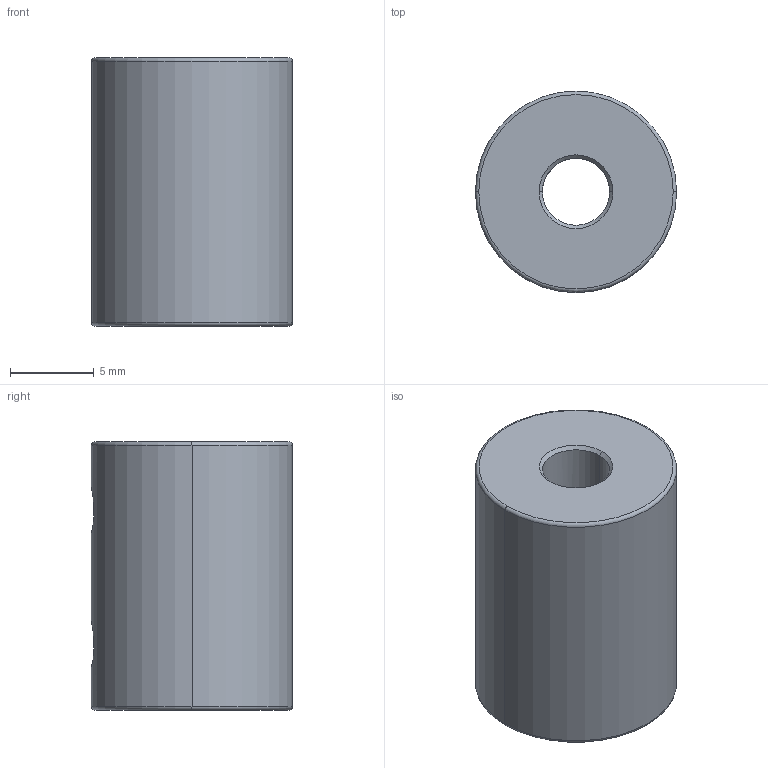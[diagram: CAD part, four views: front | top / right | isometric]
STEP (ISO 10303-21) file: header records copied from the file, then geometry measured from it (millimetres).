
FILE_DESCRIPTION (( 'STEP AP214' ), '1' );
FILE_NAME ('08-0010.step', '2020-04-06T07:09:31', ( '' ), ( '' ), 'SwSTEP 2.0', 'SolidWorks 2020', '' );
FILE_SCHEMA (( 'AUTOMOTIVE_DESIGN' ));
Length unit declared in the file: millimetre
Products named in the file (1): 08-0010
Bounding box: 12 x 12 x 16 mm (x, y, z)
Volume: 1433.4 mm3; surface area: 1123.9 mm2
Topology: 1 solids, 1 shells, 65 faces, 178 edges, 116 vertices
Faces by surface type: cylinder 39, bspline 15, cone 4, torus 4, plane 3
Entity records: 10006 total; most frequent: CARTESIAN_POINT 8656, ORIENTED_EDGE 356, DIRECTION 188, EDGE_CURVE 178, VERTEX_POINT 116, AXIS2_PLACEMENT_3D 75, EDGE_LOOP 72, FACE_OUTER_BOUND 65
